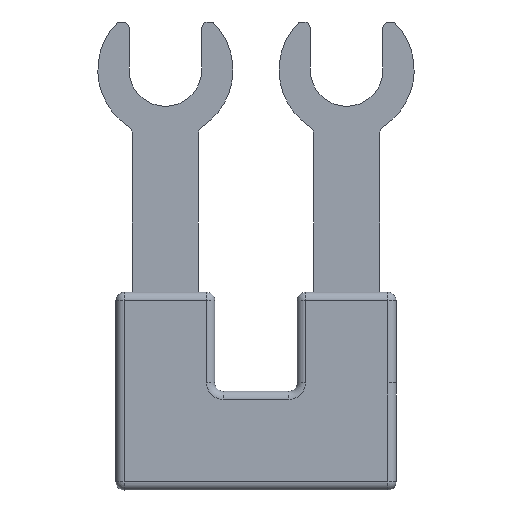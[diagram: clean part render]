
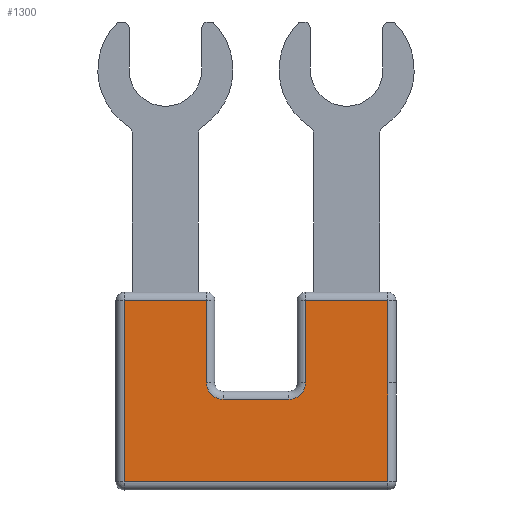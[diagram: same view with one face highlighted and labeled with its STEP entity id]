
A CAD part, front view. The second image highlights one B-rep face of the part: STEP entity #1300.
In plain terms, the highlighted planar face has unit normal (0, -1, 0).
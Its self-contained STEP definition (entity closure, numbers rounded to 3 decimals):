
#800=AXIS2_PLACEMENT_3D('Circle Axis2P3D',#798,#799,$) ;
#862=AXIS2_PLACEMENT_3D('Circle Axis2P3D',#860,#861,$) ;
#1280=AXIS2_PLACEMENT_3D('Plane Axis2P3D',#1277,#1278,#1279) ;
#36=CARTESIAN_POINT('Line Origine',(39.6,0.,0.5)) ;
#40=CARTESIAN_POINT('Vertex',(1.6,0.,0.5)) ;
#42=CARTESIAN_POINT('Vertex',(17.6,0.,0.5)) ;
#279=CARTESIAN_POINT('Vertex',(17.6,0.,11.5)) ;
#282=CARTESIAN_POINT('Line Origine',(17.6,0.,11.5)) ;
#286=CARTESIAN_POINT('Vertex',(17.6,0.,6.5)) ;
#607=CARTESIAN_POINT('Vertex',(1.6,0.,11.5)) ;
#617=CARTESIAN_POINT('Line Origine',(1.6,0.,0.5)) ;
#656=CARTESIAN_POINT('Vertex',(12.6,0.,11.5)) ;
#659=CARTESIAN_POINT('Line Origine',(12.6,0.,11.5)) ;
#733=CARTESIAN_POINT('Vertex',(6.6,0.,11.5)) ;
#741=CARTESIAN_POINT('Line Origine',(6.1,0.,11.5)) ;
#764=CARTESIAN_POINT('Vertex',(12.6,0.,6.5)) ;
#767=CARTESIAN_POINT('Line Origine',(12.6,0.,6.5)) ;
#795=CARTESIAN_POINT('Vertex',(11.6,0.,5.5)) ;
#798=CARTESIAN_POINT('Axis2P3D Location',(11.6,0.,6.5)) ;
#826=CARTESIAN_POINT('Vertex',(7.6,0.,5.5)) ;
#829=CARTESIAN_POINT('Line Origine',(7.6,0.,5.5)) ;
#857=CARTESIAN_POINT('Vertex',(6.6,0.,6.5)) ;
#860=CARTESIAN_POINT('Axis2P3D Location',(7.6,0.,6.5)) ;
#889=CARTESIAN_POINT('Line Origine',(6.6,0.,11.5)) ;
#1277=CARTESIAN_POINT('Axis2P3D Location',(1.6,0.,11.5)) ;
#1282=CARTESIAN_POINT('Line Origine',(17.6,0.,3.5)) ;
#37=DIRECTION('Vector Direction',(1.,0.,0.)) ;
#283=DIRECTION('Vector Direction',(0.,0.,1.)) ;
#618=DIRECTION('Vector Direction',(0.,0.,-1.)) ;
#660=DIRECTION('Vector Direction',(-1.,0.,0.)) ;
#742=DIRECTION('Vector Direction',(-1.,0.,0.)) ;
#768=DIRECTION('Vector Direction',(0.,0.,-1.)) ;
#799=DIRECTION('Axis2P3D Direction',(0.,1.,0.)) ;
#830=DIRECTION('Vector Direction',(-1.,0.,0.)) ;
#861=DIRECTION('Axis2P3D Direction',(0.,1.,0.)) ;
#890=DIRECTION('Vector Direction',(0.,0.,1.)) ;
#1278=DIRECTION('Axis2P3D Direction',(0.,1.,0.)) ;
#1279=DIRECTION('Axis2P3D XDirection',(0.,0.,1.)) ;
#1283=DIRECTION('Vector Direction',(0.,0.,1.)) ;
#38=VECTOR('Line Direction',#37,1.) ;
#284=VECTOR('Line Direction',#283,1.) ;
#619=VECTOR('Line Direction',#618,1.) ;
#661=VECTOR('Line Direction',#660,1.) ;
#743=VECTOR('Line Direction',#742,1.) ;
#769=VECTOR('Line Direction',#768,1.) ;
#831=VECTOR('Line Direction',#830,1.) ;
#891=VECTOR('Line Direction',#890,1.) ;
#1284=VECTOR('Line Direction',#1283,1.) ;
#1288=ORIENTED_EDGE('',*,*,#1286,.F.) ;
#1289=ORIENTED_EDGE('',*,*,#288,.T.) ;
#1290=ORIENTED_EDGE('',*,*,#663,.T.) ;
#1291=ORIENTED_EDGE('',*,*,#771,.T.) ;
#1292=ORIENTED_EDGE('',*,*,#802,.T.) ;
#1293=ORIENTED_EDGE('',*,*,#833,.T.) ;
#1294=ORIENTED_EDGE('',*,*,#864,.T.) ;
#1295=ORIENTED_EDGE('',*,*,#893,.T.) ;
#1296=ORIENTED_EDGE('',*,*,#745,.T.) ;
#1297=ORIENTED_EDGE('',*,*,#621,.T.) ;
#1298=ORIENTED_EDGE('',*,*,#44,.T.) ;
#1300=ADVANCED_FACE('STH4_4 way insulation-plastic',(#1299),#1281,.F.) ;
#801=CIRCLE('generated circle',#800,1.) ;
#863=CIRCLE('generated circle',#862,1.) ;
#44=EDGE_CURVE('',#41,#43,#39,.T.) ;
#288=EDGE_CURVE('',#287,#280,#285,.T.) ;
#621=EDGE_CURVE('',#608,#41,#620,.T.) ;
#663=EDGE_CURVE('',#280,#657,#662,.T.) ;
#745=EDGE_CURVE('',#734,#608,#744,.T.) ;
#771=EDGE_CURVE('',#657,#765,#770,.T.) ;
#802=EDGE_CURVE('',#765,#796,#801,.T.) ;
#833=EDGE_CURVE('',#796,#827,#832,.T.) ;
#864=EDGE_CURVE('',#827,#858,#863,.T.) ;
#893=EDGE_CURVE('',#858,#734,#892,.T.) ;
#1286=EDGE_CURVE('',#287,#43,#1285,.F.) ;
#1287=EDGE_LOOP('',(#1288,#1289,#1290,#1291,#1292,#1293,#1294,#1295,#1296,#1297,#1298)) ;
#1299=FACE_OUTER_BOUND('',#1287,.T.) ;
#39=LINE('Line',#36,#38) ;
#285=LINE('Line',#282,#284) ;
#620=LINE('Line',#617,#619) ;
#662=LINE('Line',#659,#661) ;
#744=LINE('Line',#741,#743) ;
#770=LINE('Line',#767,#769) ;
#832=LINE('Line',#829,#831) ;
#892=LINE('Line',#889,#891) ;
#1285=LINE('Line',#1282,#1284) ;
#1281=PLANE('',#1280) ;
#41=VERTEX_POINT('',#40) ;
#43=VERTEX_POINT('',#42) ;
#280=VERTEX_POINT('',#279) ;
#287=VERTEX_POINT('',#286) ;
#608=VERTEX_POINT('',#607) ;
#657=VERTEX_POINT('',#656) ;
#734=VERTEX_POINT('',#733) ;
#765=VERTEX_POINT('',#764) ;
#796=VERTEX_POINT('',#795) ;
#827=VERTEX_POINT('',#826) ;
#858=VERTEX_POINT('',#857) ;
